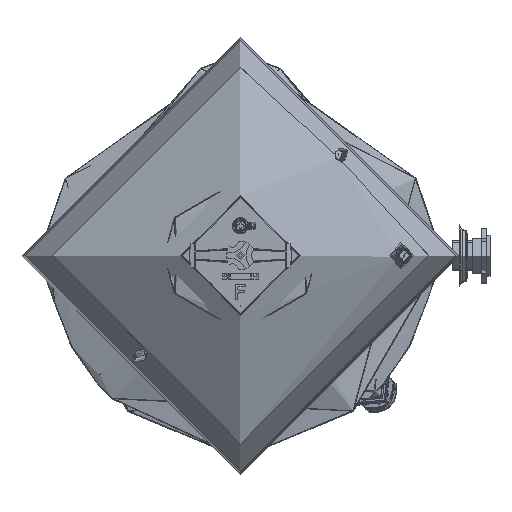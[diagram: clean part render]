
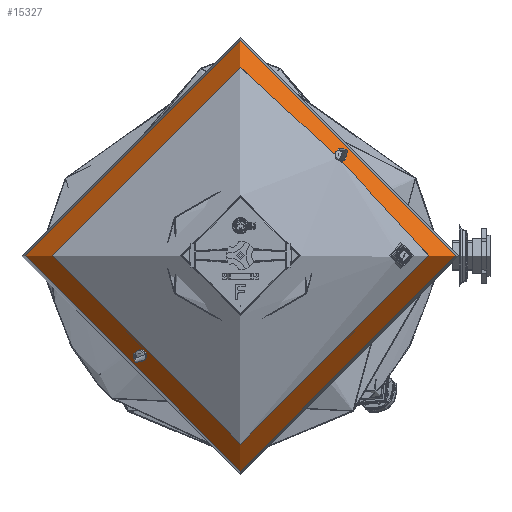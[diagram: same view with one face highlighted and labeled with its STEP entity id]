
A CAD part, top view. The second image highlights one B-rep face of the part: STEP entity #15327.
In plain terms, the highlighted toroidal (fillet/blend) face has major radius 660.222 mm and minor radius 256.341 mm.
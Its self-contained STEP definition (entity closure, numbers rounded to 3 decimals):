
#15327 = ADVANCED_FACE( '', ( #22861, #22862 ), #22863, .T. );
#22861 = FACE_OUTER_BOUND( '', #25669, .T. );
#22862 = FACE_OUTER_BOUND( '', #25670, .T. );
#22863 = TOROIDAL_SURFACE( '', #25671, 660.223, 256.341 );
#25669 = EDGE_LOOP( '', ( #29677 ) );
#25670 = EDGE_LOOP( '', ( #29678 ) );
#25671 = AXIS2_PLACEMENT_3D( '', #29679, #29680, #29681 );
#29677 = ORIENTED_EDGE( '', *, *, #60684, .F. );
#29678 = ORIENTED_EDGE( '', *, *, #60685, .T. );
#29679 = CARTESIAN_POINT( '', ( 0., 0., 400.758 ) );
#29680 = DIRECTION( '', ( 0., 0., -1. ) );
#29681 = DIRECTION( '', ( -1., 0., 0. ) );
#60684 = EDGE_CURVE( '', #63656, #63656, #63657, .T. );
#60685 = EDGE_CURVE( '', #63658, #63658, #63659, .T. );
#63656 = VERTEX_POINT( '', #64357 );
#63657 = CIRCLE( '', #64358, 902.3 );
#63658 = VERTEX_POINT( '', #64359 );
#63659 = CIRCLE( '', #64360, 789.02 );
#64357 = CARTESIAN_POINT( '', ( -902.3, 0., 485.075 ) );
#64358 = AXIS2_PLACEMENT_3D( '', #65335, #65336, #65337 );
#64359 = CARTESIAN_POINT( '', ( -789.02, 0., 622.393 ) );
#64360 = AXIS2_PLACEMENT_3D( '', #65338, #65339, #65340 );
#65335 = CARTESIAN_POINT( '', ( 0., 0., 485.075 ) );
#65336 = DIRECTION( '', ( 0., 0., -1. ) );
#65337 = DIRECTION( '', ( -1., 0., 0. ) );
#65338 = CARTESIAN_POINT( '', ( 0., 0., 622.393 ) );
#65339 = DIRECTION( '', ( 0., 0., -1. ) );
#65340 = DIRECTION( '', ( -1., 0., 0. ) );
